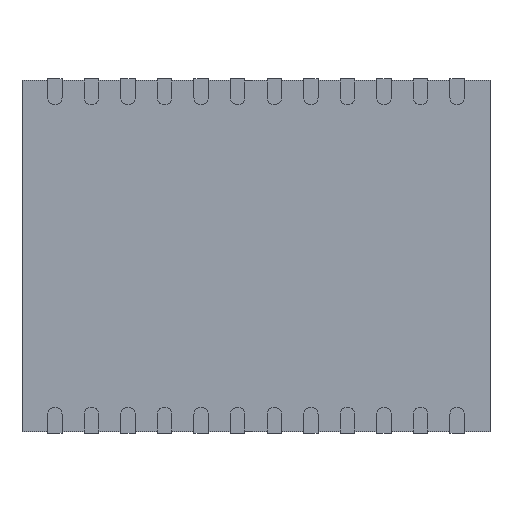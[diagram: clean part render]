
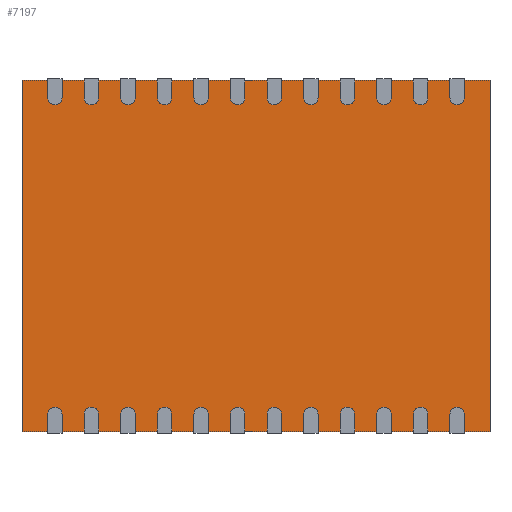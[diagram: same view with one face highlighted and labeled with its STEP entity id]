
A CAD part, front view. The second image highlights one B-rep face of the part: STEP entity #7197.
In plain terms, the highlighted planar face has unit normal (0, -1, 0).
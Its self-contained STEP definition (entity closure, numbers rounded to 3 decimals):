
#7040 = CARTESIAN_POINT ( 'NONE',  ( -8.125, 0.05, -6.1 ) ) ;
#7041 = VERTEX_POINT ( 'NONE', #7040 ) ;
#7042 = CARTESIAN_POINT ( 'NONE',  ( -8.125, 0.05, 6.1 ) ) ;
#7043 = VERTEX_POINT ( 'NONE', #7042 ) ;
#7044 = CARTESIAN_POINT ( 'NONE',  ( -8.125, 0.05, 6.1 ) ) ;
#7045 = DIRECTION ( 'NONE',  ( 0., 0., 1. ) ) ;
#7046 = VECTOR ( 'NONE', #7045, 1000. ) ;
#7047 = LINE ( 'NONE', #7044, #7046 ) ;
#7048 = EDGE_CURVE ( 'NONE', #7041, #7043, #7047, .T. ) ;
#7080 = CARTESIAN_POINT ( 'NONE',  ( 8.125, 0.05, 6.1 ) ) ;
#7081 = VERTEX_POINT ( 'NONE', #7080 ) ;
#7082 = CARTESIAN_POINT ( 'NONE',  ( 8.125, 0.05, 6.1 ) ) ;
#7083 = DIRECTION ( 'NONE',  ( 1., 0., 0. ) ) ;
#7084 = VECTOR ( 'NONE', #7083, 1000. ) ;
#7085 = LINE ( 'NONE', #7082, #7084 ) ;
#7086 = EDGE_CURVE ( 'NONE', #7043, #7081, #7085, .T. ) ;
#7111 = CARTESIAN_POINT ( 'NONE',  ( 8.125, 0.05, -6.1 ) ) ;
#7112 = VERTEX_POINT ( 'NONE', #7111 ) ;
#7113 = CARTESIAN_POINT ( 'NONE',  ( 8.125, 0.05, 6.1 ) ) ;
#7114 = DIRECTION ( 'NONE',  ( 0., 0., -1. ) ) ;
#7115 = VECTOR ( 'NONE', #7114, 1000. ) ;
#7116 = LINE ( 'NONE', #7113, #7115 ) ;
#7117 = EDGE_CURVE ( 'NONE', #7081, #7112, #7116, .T. ) ;
#7142 = CARTESIAN_POINT ( 'NONE',  ( 8.125, 0.05, -6.1 ) ) ;
#7143 = DIRECTION ( 'NONE',  ( -1., 0., 0. ) ) ;
#7144 = VECTOR ( 'NONE', #7143, 1000. ) ;
#7145 = LINE ( 'NONE', #7142, #7144 ) ;
#7146 = EDGE_CURVE ( 'NONE', #7112, #7041, #7145, .T. ) ;
#7186 = ORIENTED_EDGE ( 'NONE', *, *, #7048, .F. ) ;
#7187 = ORIENTED_EDGE ( 'NONE', *, *, #7146, .F. ) ;
#7188 = ORIENTED_EDGE ( 'NONE', *, *, #7117, .F. ) ;
#7189 = ORIENTED_EDGE ( 'NONE', *, *, #7086, .F. ) ;
#7190 = EDGE_LOOP ( 'NONE', ( #7186, #7187, #7188, #7189 ) ) ;
#7191 = FACE_OUTER_BOUND ( 'NONE', #7190, .T. ) ;
#7192 = CARTESIAN_POINT ( 'NONE',  ( 0., 0.05, 0. ) ) ;
#7193 = DIRECTION ( 'NONE',  ( 0., 1., 0. ) ) ;
#7194 = DIRECTION ( 'NONE',  ( 0., 0., 1. ) ) ;
#7195 = AXIS2_PLACEMENT_3D ( 'NONE', #7192, #7193, #7194 ) ;
#7196 = PLANE ( 'NONE', #7195 ) ;
#7197 = ADVANCED_FACE ( 'NONE', ( #7191 ), #7196, .F. ) ;
